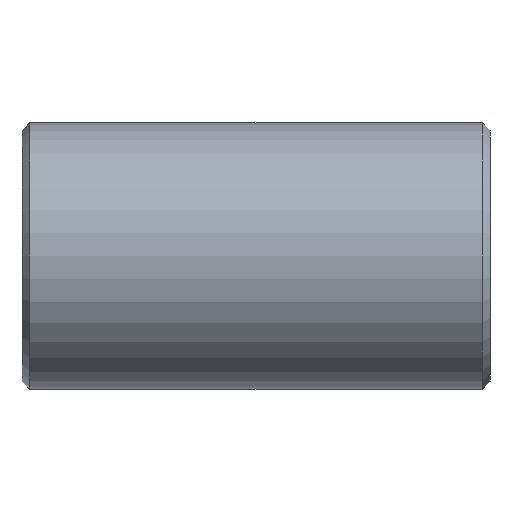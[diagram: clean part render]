
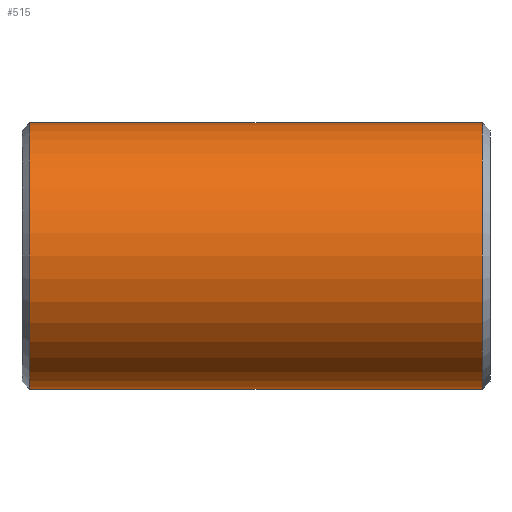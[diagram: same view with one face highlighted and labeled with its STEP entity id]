
A CAD part, front view. The second image highlights one B-rep face of the part: STEP entity #515.
In plain terms, the highlighted cylindrical face has radius 70.65 mm (diameter 141.3 mm), a partial arc.
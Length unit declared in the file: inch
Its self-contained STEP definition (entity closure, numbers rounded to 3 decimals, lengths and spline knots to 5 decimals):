
#17 = CARTESIAN_POINT ( 'NONE',  ( -4.71333, 0., -2.7815 ) ) ;
#75 = VERTEX_POINT ( 'NONE', #17 ) ;
#87 = DIRECTION ( 'NONE',  ( 0., 0., 1. ) ) ;
#131 = CARTESIAN_POINT ( 'NONE',  ( 4.88, 0., 0. ) ) ;
#152 = AXIS2_PLACEMENT_3D ( 'NONE', #282, #637, #87 ) ;
#163 = CARTESIAN_POINT ( 'NONE',  ( 4.71333, 0., 2.7815 ) ) ;
#200 = CARTESIAN_POINT ( 'NONE',  ( 4.88, 0., -2.7815 ) ) ;
#216 = CIRCLE ( 'NONE', #152, 2.7815 ) ;
#282 = CARTESIAN_POINT ( 'NONE',  ( -4.71333, 0., 0. ) ) ;
#305 = EDGE_CURVE ( 'NONE', #777, #557, #711, .T. ) ;
#312 = FACE_OUTER_BOUND ( 'NONE', #316, .T. ) ;
#316 = EDGE_LOOP ( 'NONE', ( #365, #376, #674, #479 ) ) ;
#338 = CARTESIAN_POINT ( 'NONE',  ( 4.71333, 0., -2.7815 ) ) ;
#363 = CARTESIAN_POINT ( 'NONE',  ( 4.71333, 0., 0. ) ) ;
#365 = ORIENTED_EDGE ( 'NONE', *, *, #665, .F. ) ;
#371 = VERTEX_POINT ( 'NONE', #338 ) ;
#376 = ORIENTED_EDGE ( 'NONE', *, *, #399, .T. ) ;
#399 = EDGE_CURVE ( 'NONE', #371, #777, #724, .T. ) ;
#417 = DIRECTION ( 'NONE',  ( -1., 0., 0. ) ) ;
#434 = DIRECTION ( 'NONE',  ( -1., 0., 0. ) ) ;
#451 = AXIS2_PLACEMENT_3D ( 'NONE', #131, #434, #564 ) ;
#479 = ORIENTED_EDGE ( 'NONE', *, *, #728, .T. ) ;
#515 = ADVANCED_FACE ( 'NONE', ( #312 ), #748, .T. ) ;
#522 = LINE ( 'NONE', #200, #761 ) ;
#530 = CARTESIAN_POINT ( 'NONE',  ( 4.88, 0., 2.7815 ) ) ;
#557 = VERTEX_POINT ( 'NONE', #611 ) ;
#564 = DIRECTION ( 'NONE',  ( 0., 0., 1. ) ) ;
#611 = CARTESIAN_POINT ( 'NONE',  ( -4.71333, 0., 2.7815 ) ) ;
#637 = DIRECTION ( 'NONE',  ( 1., 0., 0. ) ) ;
#665 = EDGE_CURVE ( 'NONE', #371, #75, #522, .T. ) ;
#674 = ORIENTED_EDGE ( 'NONE', *, *, #305, .T. ) ;
#678 = VECTOR ( 'NONE', #768, 39.37008 ) ;
#708 = DIRECTION ( 'NONE',  ( -1., 0., 0. ) ) ;
#711 = LINE ( 'NONE', #530, #678 ) ;
#721 = DIRECTION ( 'NONE',  ( 0., 0., -1. ) ) ;
#724 = CIRCLE ( 'NONE', #764, 2.7815 ) ;
#728 = EDGE_CURVE ( 'NONE', #557, #75, #216, .T. ) ;
#748 = CYLINDRICAL_SURFACE ( 'NONE', #451, 2.7815 ) ;
#761 = VECTOR ( 'NONE', #708, 39.37008 ) ;
#764 = AXIS2_PLACEMENT_3D ( 'NONE', #363, #417, #721 ) ;
#768 = DIRECTION ( 'NONE',  ( -1., 0., 0. ) ) ;
#777 = VERTEX_POINT ( 'NONE', #163 ) ;
